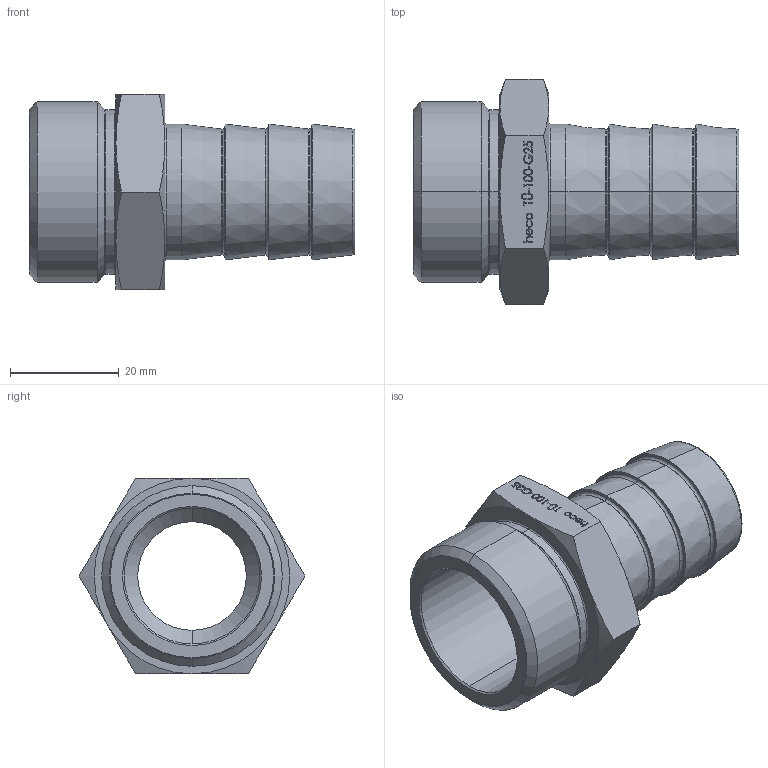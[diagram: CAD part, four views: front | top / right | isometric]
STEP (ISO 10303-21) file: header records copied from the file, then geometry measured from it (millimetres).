
FILE_DESCRIPTION (( 'STEP AP214' ), '1' );
FILE_NAME ('TÜ-100-G25-x Schlauchtülle 6Kt zyl 1805.STEP', '2018-06-04T11:30:03', ( '' ), ( '' ), 'SwSTEP 2.0', 'SolidWorks 2016', '' );
FILE_SCHEMA (( 'AUTOMOTIVE_DESIGN' ));
Length unit declared in the file: millimetre
Products named in the file (1): TÜ-100-G25-x Schlauchtülle 6Kt zyl 1805
Bounding box: 60 x 41.57 x 36 mm (x, y, z)
Volume: 17172.5 mm3; surface area: 11115.6 mm2
Topology: 1 solids, 1 shells, 248 faces, 608 edges, 384 vertices
Faces by surface type: bspline 91, plane 87, cone 36, torus 24, cylinder 10
Entity records: 14328 total; most frequent: CARTESIAN_POINT 7252, ORIENTED_EDGE 1216, DIRECTION 818, EDGE_CURVE 608, VERTEX_POINT 384, LINE 302, VECTOR 302, EDGE_LOOP 272
